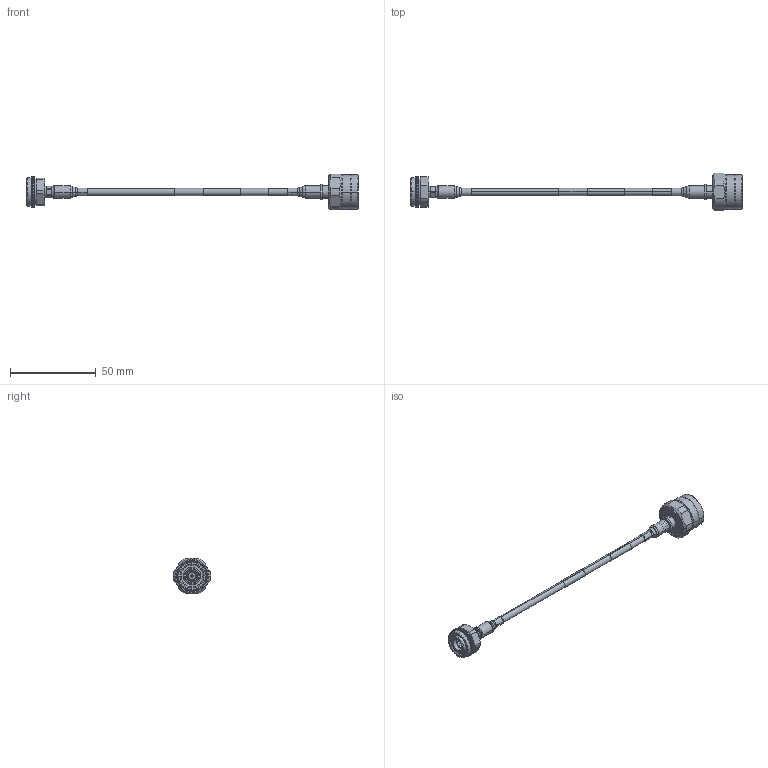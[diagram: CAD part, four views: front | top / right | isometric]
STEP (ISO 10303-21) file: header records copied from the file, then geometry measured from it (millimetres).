
FILE_DESCRIPTION (( 'STEP AP214' ), '1' );
FILE_NAME ('FMCA2518_3D.STEP', '2021-07-14T14:47:14', ( '' ), ( '' ), 'SwSTEP 2.0', 'SolidWorks 2020', '' );
FILE_SCHEMA (( 'AUTOMOTIVE_DESIGN' ));
Length unit declared in the file: inch
Products named in the file (5): TFT-402-MA1; TFT-402_LABEL+PE PIM; TC-402-225M-LP-PE; FMCA2518_3D; TC-402-NM-LP
Assembly tree (5 placements, depth 2):
  FMCA2518_3D
    TFT-402_LABEL+PE PIM
    TC-402-225M-LP-PE
    TC-402-NM-LP
    TFT-402-MA1  x2
Bounding box: 193.27 x 22 x 20.57 mm (x, y, z)
Volume: 8310.1 mm3; surface area: 11700.7 mm2
Topology: 10 solids, 11 shells, 1471 faces, 3472 edges, 2056 vertices
Faces by surface type: bspline 720, cylinder 400, plane 206, cone 102, torus 41, sphere 2
Entity records: 51522 total; most frequent: CARTESIAN_POINT 27019, ORIENTED_EDGE 6856, EDGE_CURVE 3428, DIRECTION 3149, VERTEX_POINT 2032, EDGE_LOOP 1494, ADVANCED_FACE 1449, FACE_OUTER_BOUND 1449
